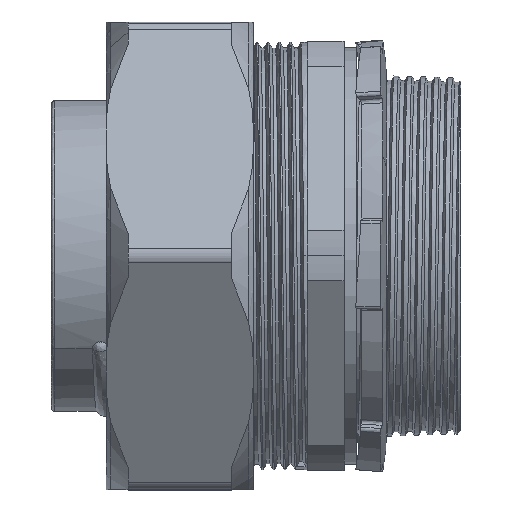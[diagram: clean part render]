
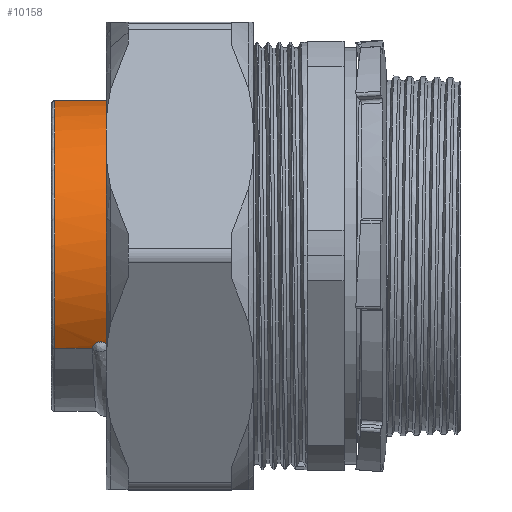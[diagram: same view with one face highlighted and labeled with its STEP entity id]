
A CAD part, top view. The second image highlights one B-rep face of the part: STEP entity #10158.
In plain terms, the highlighted cylindrical face has radius 25.349 mm (diameter 50.698 mm), a partial arc.
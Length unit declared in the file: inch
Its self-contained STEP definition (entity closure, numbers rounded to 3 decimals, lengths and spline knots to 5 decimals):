
#25 = CARTESIAN_POINT ( 'NONE',  ( 1.18781, -0.05193, 0.99665 ) ) ;
#180 = CARTESIAN_POINT ( 'NONE',  ( 0., 0., 0. ) ) ;
#760 = CARTESIAN_POINT ( 'NONE',  ( 0., 0., -0.998 ) ) ;
#1371 = CARTESIAN_POINT ( 'NONE',  ( 1.09193, -0.998, 0. ) ) ;
#1447 = CARTESIAN_POINT ( 'NONE',  ( 1.47581, 0., -0.998 ) ) ;
#2093 = EDGE_CURVE ( 'NONE', #10911, #21964, #44803, .T. ) ;
#3877 = VERTEX_POINT ( 'NONE', #34764 ) ;
#4225 = CARTESIAN_POINT ( 'NONE',  ( 1.17421, -0.0516, 0.99667 ) ) ;
#4315 = VERTEX_POINT ( 'NONE', #17443 ) ;
#5441 = B_SPLINE_CURVE_WITH_KNOTS ( 'NONE', 3,
 ( #28875, #24548, #37169, #12450, #41307, #16652, #45436, #20796, #49619, #24916, #25, #29054, #4225, #33195, #8405, #37353, #12633, #41491, #16829, #45635, #20965, #49798 ),
 .UNSPECIFIED., .F., .F.,
 ( 4, 2, 2, 2, 2, 2, 2, 2, 2, 2, 4 ),
 ( 0., 0.00052, 0.00077, 0.00103, 0.00155, 0.00206, 0.00232, 0.00258, 0.00309, 0.00361, 0.00412 ),
 .UNSPECIFIED. ) ;
#5601 = CARTESIAN_POINT ( 'NONE',  ( 1.07627, -0.86429, 0.499 ) ) ;
#5627 = CARTESIAN_POINT ( 'NONE',  ( 0., 0., 0.998 ) ) ;
#5799 = DIRECTION ( 'NONE',  ( -1., 0., 0. ) ) ;
#7606 = AXIS2_PLACEMENT_3D ( 'NONE', #180, #32432, #45765 ) ;
#7681 =( BOUNDED_CURVE ( )  B_SPLINE_CURVE ( 2, ( #38497, #9606, #46792, #22121, #50973, #26255, #1371, #30405, #5601, #34510, #9788, #38687, #14008 ),
 .UNSPECIFIED., .F., .F. ) 
 B_SPLINE_CURVE_WITH_KNOTS ( ( 3, 2, 2, 2, 2, 2, 3 ),
 ( 0.08007, 0.09342, 0.10678, 0.12014, 0.1335, 0.14685, 0.16021 ),
 .UNSPECIFIED. ) 
 CURVE ( )  GEOMETRIC_REPRESENTATION_ITEM ( )  RATIONAL_B_SPLINE_CURVE ( ( 1., 0.966, 1., 0.966, 1., 0.966, 1., 0.966, 1., 0.966, 1., 0.966, 1. ) ) 
 REPRESENTATION_ITEM ( '' )  );
#8405 = CARTESIAN_POINT ( 'NONE',  ( 1.16431, -0.0493, 0.99678 ) ) ;
#8985 = DIRECTION ( 'NONE',  ( -1., 0., 0. ) ) ;
#9332 = DIRECTION ( 'NONE',  ( -1., 0., 0. ) ) ;
#9606 = CARTESIAN_POINT ( 'NONE',  ( 1.1311, -0.26741, -0.998 ) ) ;
#9788 = CARTESIAN_POINT ( 'NONE',  ( 1.0606, -0.499, 0.86429 ) ) ;
#10158 = ADVANCED_FACE ( 'NONE', ( #42856 ), #48633, .T. ) ;
#10543 = ORIENTED_EDGE ( 'NONE', *, *, #19297, .F. ) ;
#10911 = VERTEX_POINT ( 'NONE', #50271 ) ;
#11003 = EDGE_CURVE ( 'NONE', #18634, #19876, #49912, .T. ) ;
#12450 = CARTESIAN_POINT ( 'NONE',  ( 1.22767, -0.02303, 0.99774 ) ) ;
#12633 = CARTESIAN_POINT ( 'NONE',  ( 1.14915, -0.04159, 0.99714 ) ) ;
#13455 = ORIENTED_EDGE ( 'NONE', *, *, #31657, .T. ) ;
#14008 = CARTESIAN_POINT ( 'NONE',  ( 1.04493, 0., 0.998 ) ) ;
#14170 = VECTOR ( 'NONE', #5799, 39.37008 ) ;
#16652 = CARTESIAN_POINT ( 'NONE',  ( 1.22231, -0.03166, 0.9975 ) ) ;
#16829 = CARTESIAN_POINT ( 'NONE',  ( 1.13564, -0.02619, 0.99768 ) ) ;
#17025 = VECTOR ( 'NONE', #8985, 39.37008 ) ;
#17443 = CARTESIAN_POINT ( 'NONE',  ( 1.04493, 0., 0.998 ) ) ;
#18634 = VERTEX_POINT ( 'NONE', #1447 ) ;
#19297 = EDGE_CURVE ( 'NONE', #19876, #4315, #7681, .T. ) ;
#19876 = VERTEX_POINT ( 'NONE', #46895 ) ;
#20557 = EDGE_LOOP ( 'NONE', ( #24334, #21871, #52636, #13455, #21013, #10543 ) ) ;
#20796 = CARTESIAN_POINT ( 'NONE',  ( 1.21293, -0.04151, 0.99715 ) ) ;
#20965 = CARTESIAN_POINT ( 'NONE',  ( 1.12907, -0.00686, 0.998 ) ) ;
#21013 = ORIENTED_EDGE ( 'NONE', *, *, #23159, .T. ) ;
#21871 = ORIENTED_EDGE ( 'NONE', *, *, #32442, .T. ) ;
#21964 = VERTEX_POINT ( 'NONE', #35554 ) ;
#22121 = CARTESIAN_POINT ( 'NONE',  ( 1.11543, -0.73059, -0.73059 ) ) ;
#22935 = VECTOR ( 'NONE', #43349, 39.37008 ) ;
#23159 = EDGE_CURVE ( 'NONE', #3877, #4315, #25116, .T. ) ;
#24334 = ORIENTED_EDGE ( 'NONE', *, *, #11003, .F. ) ;
#24548 = CARTESIAN_POINT ( 'NONE',  ( 1.23293, -0.00686, 0.998 ) ) ;
#24736 = CIRCLE ( 'NONE', #35449, 0.998 ) ;
#24916 = CARTESIAN_POINT ( 'NONE',  ( 1.19464, -0.05056, 0.99672 ) ) ;
#25116 = LINE ( 'NONE', #5627, #14170 ) ;
#26255 = CARTESIAN_POINT ( 'NONE',  ( 1.09977, -0.998, -0.26741 ) ) ;
#28875 = CARTESIAN_POINT ( 'NONE',  ( 1.23293, 0., 0.998 ) ) ;
#29054 = CARTESIAN_POINT ( 'NONE',  ( 1.17765, -0.05193, 0.99665 ) ) ;
#30405 = CARTESIAN_POINT ( 'NONE',  ( 1.0841, -0.998, 0.26741 ) ) ;
#31657 = EDGE_CURVE ( 'NONE', #21964, #3877, #5441, .T. ) ;
#32432 = DIRECTION ( 'NONE',  ( -1., 0., 0. ) ) ;
#32442 = EDGE_CURVE ( 'NONE', #18634, #10911, #24736, .T. ) ;
#33195 = CARTESIAN_POINT ( 'NONE',  ( 1.16755, -0.05027, 0.99673 ) ) ;
#34071 = CARTESIAN_POINT ( 'NONE',  ( 1.47581, 0., 0. ) ) ;
#34510 = CARTESIAN_POINT ( 'NONE',  ( 1.06843, -0.73059, 0.73059 ) ) ;
#34764 = CARTESIAN_POINT ( 'NONE',  ( 1.12907, 0., 0.998 ) ) ;
#35059 = CARTESIAN_POINT ( 'NONE',  ( 0., 0., 0.998 ) ) ;
#35449 = AXIS2_PLACEMENT_3D ( 'NONE', #34071, #9332, #38233 ) ;
#35554 = CARTESIAN_POINT ( 'NONE',  ( 1.23293, 0., 0.998 ) ) ;
#37169 = CARTESIAN_POINT ( 'NONE',  ( 1.23158, -0.0136, 0.99793 ) ) ;
#37353 = CARTESIAN_POINT ( 'NONE',  ( 1.15488, -0.0454, 0.99697 ) ) ;
#38233 = DIRECTION ( 'NONE',  ( 0., 0., 1. ) ) ;
#38497 = CARTESIAN_POINT ( 'NONE',  ( 1.13893, 0., -0.998 ) ) ;
#38687 = CARTESIAN_POINT ( 'NONE',  ( 1.05277, -0.26741, 0.998 ) ) ;
#41307 = CARTESIAN_POINT ( 'NONE',  ( 1.22608, -0.02601, 0.99766 ) ) ;
#41491 = CARTESIAN_POINT ( 'NONE',  ( 1.13945, -0.0319, 0.9975 ) ) ;
#42856 = FACE_OUTER_BOUND ( 'NONE', #20557, .T. ) ;
#43349 = DIRECTION ( 'NONE',  ( -1., 0., 0. ) ) ;
#44803 = LINE ( 'NONE', #35059, #22935 ) ;
#45436 = CARTESIAN_POINT ( 'NONE',  ( 1.22012, -0.03433, 0.99741 ) ) ;
#45635 = CARTESIAN_POINT ( 'NONE',  ( 1.13042, -0.01361, 0.99793 ) ) ;
#45765 = DIRECTION ( 'NONE',  ( 0., 0., 1. ) ) ;
#46792 = CARTESIAN_POINT ( 'NONE',  ( 1.12327, -0.499, -0.86429 ) ) ;
#46895 = CARTESIAN_POINT ( 'NONE',  ( 1.13893, 0., -0.998 ) ) ;
#48633 = CYLINDRICAL_SURFACE ( 'NONE', #7606, 0.998 ) ;
#49619 = CARTESIAN_POINT ( 'NONE',  ( 1.20714, -0.04538, 0.99697 ) ) ;
#49798 = CARTESIAN_POINT ( 'NONE',  ( 1.12907, 0., 0.998 ) ) ;
#49912 = LINE ( 'NONE', #760, #17025 ) ;
#50271 = CARTESIAN_POINT ( 'NONE',  ( 1.47581, 0., 0.998 ) ) ;
#50973 = CARTESIAN_POINT ( 'NONE',  ( 1.1076, -0.86429, -0.499 ) ) ;
#52636 = ORIENTED_EDGE ( 'NONE', *, *, #2093, .T. ) ;
